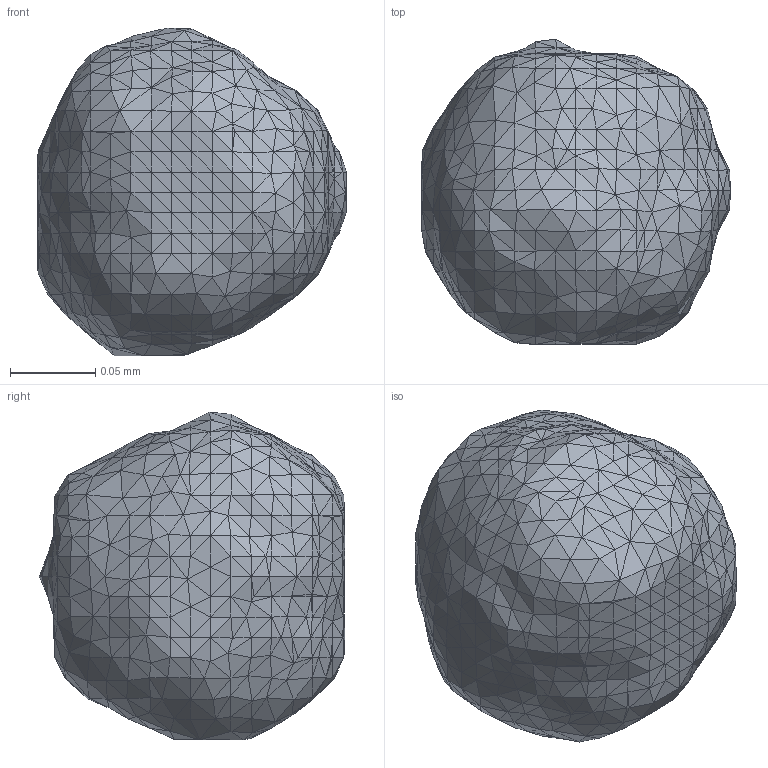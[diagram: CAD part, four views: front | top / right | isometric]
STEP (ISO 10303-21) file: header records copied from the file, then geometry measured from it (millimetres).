
FILE_DESCRIPTION(('FreeCAD Model'),'2;1');
FILE_NAME('Particle15.step','2020-11-10T02:01:38',( 'FreeCAD'),('FreeCAD'),'Open CASCADE STEP processor 7.4','FreeCAD', 'Unknown');
FILE_SCHEMA(('AUTOMOTIVE_DESIGN { 1 0 10303 214 1 1 1 1 }'));
Products named in the file (1): Open CASCADE STEP translator 7.4 18
Bounding box: 0.18 x 0.18 x 0.19 mm (x, y, z)
Volume: 0 mm3; surface area: 0.1 mm2
Topology: 1 solids, 1 shells, 1374 faces, 2061 edges, 689 vertices
Faces by surface type: plane 1374
Entity records: 51547 total; most frequent: CARTESIAN_POINT 10308, DIRECTION 6872, ORIENTED_EDGE 4122, LINE 4122, VECTOR 4122, PCURVE 4122, DEFINITIONAL_REPRESENTATION 4122, EDGE_CURVE 2061
